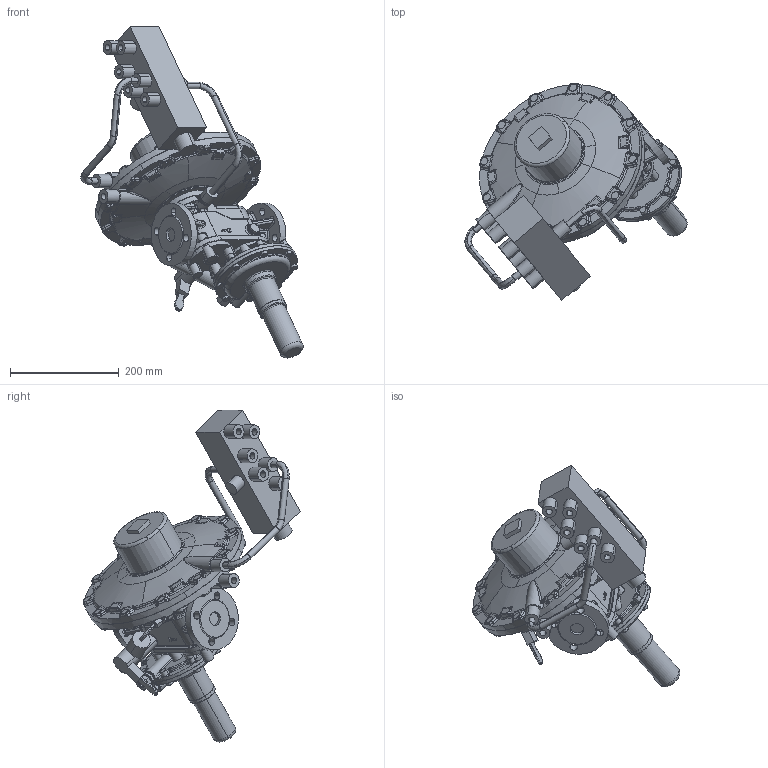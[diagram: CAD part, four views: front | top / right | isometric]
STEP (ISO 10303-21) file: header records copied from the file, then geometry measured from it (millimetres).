
FILE_DESCRIPTION(('CATIA V5 STEP Exchange'),'2;1');
FILE_NAME('RSP 254-025-320-R70-020.stp','2018-04-10T08:55:55+00:00',('none'),('none'),'CATIA Version 5 Release 19 SP 2 (IN-10)','CATIA V5 STEP AP214','none');
FILE_SCHEMA(('AUTOMOTIVE_DESIGN { 1 0 10303 214 1 1 1 1 }'));
Products named in the file (8): RSP 254-025-320-R70-020; 320; 751002G; R70-20; Part1; Stelldruckleitung RSP 173871; Eingangsdruckleitung RSP 173872; AS-254-025
Assembly tree (7 placements, depth 3):
  RSP 254-025-320-R70-020
    320
    751002G
    R70-20
      Part1
    Stelldruckleitung RSP 173871
    Eingangsdruckleitung RSP 173872
    AS-254-025
Bounding box: 408.11 x 398.1 x 609.89 mm (x, y, z)
Volume: 8712607 mm3; surface area: 811554.6 mm2
Topology: 6 solids, 30 shells, 3423 faces, 8365 edges, 4773 vertices
Faces by surface type: bspline 997, cylinder 923, torus 707, plane 470, cone 175, sphere 103, revolution 48
Entity records: 154769 total; most frequent: CARTESIAN_POINT 88947, ORIENTED_EDGE 16154, DIRECTION 8464, EDGE_CURVE 8077, AXIS2_PLACEMENT_3D 5017, VERTEX_POINT 4773, EDGE_LOOP 3550, ADVANCED_FACE 3423
